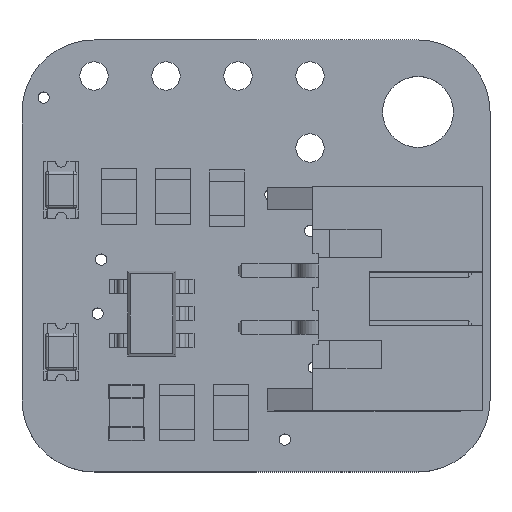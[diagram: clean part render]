
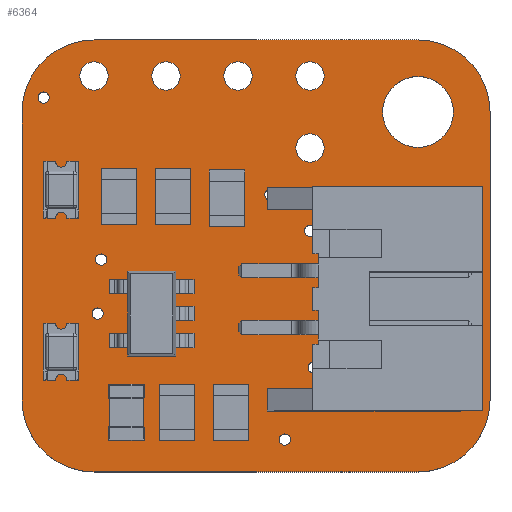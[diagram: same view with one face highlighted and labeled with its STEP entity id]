
A CAD part, top view. The second image highlights one B-rep face of the part: STEP entity #6364.
In plain terms, the highlighted planar face has unit normal (0, 0, 1).
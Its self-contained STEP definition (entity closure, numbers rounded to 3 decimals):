
#103=FACE_BOUND('',#774,.T.);
#104=FACE_BOUND('',#775,.T.);
#105=FACE_BOUND('',#776,.T.);
#106=FACE_BOUND('',#777,.T.);
#107=FACE_BOUND('',#778,.T.);
#108=FACE_BOUND('',#779,.T.);
#109=FACE_BOUND('',#780,.T.);
#110=FACE_BOUND('',#781,.T.);
#111=FACE_BOUND('',#782,.T.);
#112=FACE_BOUND('',#783,.T.);
#113=FACE_BOUND('',#784,.T.);
#114=FACE_BOUND('',#785,.T.);
#115=FACE_BOUND('',#786,.T.);
#116=FACE_BOUND('',#787,.T.);
#141=PLANE('',#6839);
#416=FACE_OUTER_BOUND('',#773,.T.);
#773=EDGE_LOOP('',(#4359,#4360,#4361,#4362,#4363,#4364,#4365,#4366));
#774=EDGE_LOOP('',(#4367));
#775=EDGE_LOOP('',(#4368));
#776=EDGE_LOOP('',(#4369));
#777=EDGE_LOOP('',(#4370));
#778=EDGE_LOOP('',(#4371));
#779=EDGE_LOOP('',(#4372));
#780=EDGE_LOOP('',(#4373));
#781=EDGE_LOOP('',(#4374));
#782=EDGE_LOOP('',(#4375));
#783=EDGE_LOOP('',(#4376));
#784=EDGE_LOOP('',(#4377));
#785=EDGE_LOOP('',(#4378));
#786=EDGE_LOOP('',(#4379));
#787=EDGE_LOOP('',(#4380));
#1158=LINE('',#9238,#1901);
#1162=LINE('',#9250,#1905);
#1166=LINE('',#9262,#1909);
#1170=LINE('',#9274,#1913);
#1901=VECTOR('',#7427,10.);
#1905=VECTOR('',#7439,10.);
#1909=VECTOR('',#7451,10.);
#1913=VECTOR('',#7463,10.);
#2629=CIRCLE('',#6783,0.5);
#2631=CIRCLE('',#6786,0.5);
#2633=CIRCLE('',#6789,1.25);
#2635=CIRCLE('',#6792,0.197);
#2637=CIRCLE('',#6795,0.197);
#2639=CIRCLE('',#6798,0.197);
#2641=CIRCLE('',#6801,0.197);
#2643=CIRCLE('',#6804,0.197);
#2645=CIRCLE('',#6807,0.197);
#2647=CIRCLE('',#6810,0.197);
#2649=CIRCLE('',#6813,0.197);
#2651=CIRCLE('',#6816,0.5);
#2653=CIRCLE('',#6819,0.5);
#2655=CIRCLE('',#6822,0.5);
#2657=CIRCLE('',#6826,2.54);
#2659=CIRCLE('',#6830,2.54);
#2661=CIRCLE('',#6834,2.54);
#2663=CIRCLE('',#6838,2.54);
#2793=VERTEX_POINT('',#9150);
#2795=VERTEX_POINT('',#9156);
#2797=VERTEX_POINT('',#9162);
#2799=VERTEX_POINT('',#9168);
#2801=VERTEX_POINT('',#9174);
#2803=VERTEX_POINT('',#9180);
#2805=VERTEX_POINT('',#9186);
#2807=VERTEX_POINT('',#9192);
#2809=VERTEX_POINT('',#9198);
#2811=VERTEX_POINT('',#9204);
#2813=VERTEX_POINT('',#9210);
#2815=VERTEX_POINT('',#9216);
#2817=VERTEX_POINT('',#9222);
#2819=VERTEX_POINT('',#9228);
#2822=VERTEX_POINT('',#9235);
#2823=VERTEX_POINT('',#9237);
#2825=VERTEX_POINT('',#9243);
#2827=VERTEX_POINT('',#9249);
#2829=VERTEX_POINT('',#9255);
#2831=VERTEX_POINT('',#9261);
#2833=VERTEX_POINT('',#9267);
#2835=VERTEX_POINT('',#9273);
#3366=EDGE_CURVE('',#2793,#2793,#2629,.T.);
#3369=EDGE_CURVE('',#2795,#2795,#2631,.T.);
#3372=EDGE_CURVE('',#2797,#2797,#2633,.T.);
#3375=EDGE_CURVE('',#2799,#2799,#2635,.T.);
#3378=EDGE_CURVE('',#2801,#2801,#2637,.T.);
#3381=EDGE_CURVE('',#2803,#2803,#2639,.T.);
#3384=EDGE_CURVE('',#2805,#2805,#2641,.T.);
#3387=EDGE_CURVE('',#2807,#2807,#2643,.T.);
#3390=EDGE_CURVE('',#2809,#2809,#2645,.T.);
#3393=EDGE_CURVE('',#2811,#2811,#2647,.T.);
#3396=EDGE_CURVE('',#2813,#2813,#2649,.T.);
#3399=EDGE_CURVE('',#2815,#2815,#2651,.T.);
#3402=EDGE_CURVE('',#2817,#2817,#2653,.T.);
#3405=EDGE_CURVE('',#2819,#2819,#2655,.T.);
#3408=EDGE_CURVE('',#2823,#2822,#1158,.T.);
#3411=EDGE_CURVE('',#2825,#2823,#2657,.T.);
#3414=EDGE_CURVE('',#2827,#2825,#1162,.T.);
#3417=EDGE_CURVE('',#2829,#2827,#2659,.T.);
#3420=EDGE_CURVE('',#2831,#2829,#1166,.T.);
#3423=EDGE_CURVE('',#2833,#2831,#2661,.T.);
#3426=EDGE_CURVE('',#2835,#2833,#1170,.T.);
#3429=EDGE_CURVE('',#2822,#2835,#2663,.T.);
#4359=ORIENTED_EDGE('',*,*,#3429,.T.);
#4360=ORIENTED_EDGE('',*,*,#3426,.T.);
#4361=ORIENTED_EDGE('',*,*,#3423,.T.);
#4362=ORIENTED_EDGE('',*,*,#3420,.T.);
#4363=ORIENTED_EDGE('',*,*,#3417,.T.);
#4364=ORIENTED_EDGE('',*,*,#3414,.T.);
#4365=ORIENTED_EDGE('',*,*,#3411,.T.);
#4366=ORIENTED_EDGE('',*,*,#3408,.T.);
#4367=ORIENTED_EDGE('',*,*,#3366,.T.);
#4368=ORIENTED_EDGE('',*,*,#3369,.T.);
#4369=ORIENTED_EDGE('',*,*,#3372,.T.);
#4370=ORIENTED_EDGE('',*,*,#3375,.T.);
#4371=ORIENTED_EDGE('',*,*,#3378,.T.);
#4372=ORIENTED_EDGE('',*,*,#3381,.T.);
#4373=ORIENTED_EDGE('',*,*,#3384,.T.);
#4374=ORIENTED_EDGE('',*,*,#3387,.T.);
#4375=ORIENTED_EDGE('',*,*,#3390,.T.);
#4376=ORIENTED_EDGE('',*,*,#3393,.T.);
#4377=ORIENTED_EDGE('',*,*,#3396,.T.);
#4378=ORIENTED_EDGE('',*,*,#3399,.T.);
#4379=ORIENTED_EDGE('',*,*,#3402,.T.);
#4380=ORIENTED_EDGE('',*,*,#3405,.T.);
#6364=ADVANCED_FACE('',(#416,#103,#104,#105,#106,#107,#108,#109,#110,#111,
#112,#113,#114,#115,#116),#141,.T.);
#6783=AXIS2_PLACEMENT_3D('',#9152,#7330,#7331);
#6786=AXIS2_PLACEMENT_3D('',#9158,#7337,#7338);
#6789=AXIS2_PLACEMENT_3D('',#9164,#7344,#7345);
#6792=AXIS2_PLACEMENT_3D('',#9170,#7351,#7352);
#6795=AXIS2_PLACEMENT_3D('',#9176,#7358,#7359);
#6798=AXIS2_PLACEMENT_3D('',#9182,#7365,#7366);
#6801=AXIS2_PLACEMENT_3D('',#9188,#7372,#7373);
#6804=AXIS2_PLACEMENT_3D('',#9194,#7379,#7380);
#6807=AXIS2_PLACEMENT_3D('',#9200,#7386,#7387);
#6810=AXIS2_PLACEMENT_3D('',#9206,#7393,#7394);
#6813=AXIS2_PLACEMENT_3D('',#9212,#7400,#7401);
#6816=AXIS2_PLACEMENT_3D('',#9218,#7407,#7408);
#6819=AXIS2_PLACEMENT_3D('',#9224,#7414,#7415);
#6822=AXIS2_PLACEMENT_3D('',#9230,#7421,#7422);
#6826=AXIS2_PLACEMENT_3D('',#9244,#7433,#7434);
#6830=AXIS2_PLACEMENT_3D('',#9256,#7445,#7446);
#6834=AXIS2_PLACEMENT_3D('',#9268,#7457,#7458);
#6838=AXIS2_PLACEMENT_3D('',#9278,#7469,#7470);
#6839=AXIS2_PLACEMENT_3D('',#9279,#7471,#7472);
#7330=DIRECTION('center_axis',(0.,0.,-1.));
#7331=DIRECTION('ref_axis',(1.,0.,0.));
#7337=DIRECTION('center_axis',(0.,0.,-1.));
#7338=DIRECTION('ref_axis',(1.,0.,0.));
#7344=DIRECTION('center_axis',(0.,0.,-1.));
#7345=DIRECTION('ref_axis',(1.,0.,0.));
#7351=DIRECTION('center_axis',(0.,0.,-1.));
#7352=DIRECTION('ref_axis',(1.,0.,0.));
#7358=DIRECTION('center_axis',(0.,0.,-1.));
#7359=DIRECTION('ref_axis',(1.,0.,0.));
#7365=DIRECTION('center_axis',(0.,0.,-1.));
#7366=DIRECTION('ref_axis',(1.,0.,0.));
#7372=DIRECTION('center_axis',(0.,0.,-1.));
#7373=DIRECTION('ref_axis',(1.,0.,0.));
#7379=DIRECTION('center_axis',(0.,0.,-1.));
#7380=DIRECTION('ref_axis',(1.,0.,0.));
#7386=DIRECTION('center_axis',(0.,0.,-1.));
#7387=DIRECTION('ref_axis',(1.,0.,0.));
#7393=DIRECTION('center_axis',(0.,0.,-1.));
#7394=DIRECTION('ref_axis',(1.,0.,0.));
#7400=DIRECTION('center_axis',(0.,0.,-1.));
#7401=DIRECTION('ref_axis',(1.,0.,0.));
#7407=DIRECTION('center_axis',(0.,0.,-1.));
#7408=DIRECTION('ref_axis',(1.,0.,0.));
#7414=DIRECTION('center_axis',(0.,0.,-1.));
#7415=DIRECTION('ref_axis',(1.,0.,0.));
#7421=DIRECTION('center_axis',(0.,0.,-1.));
#7422=DIRECTION('ref_axis',(1.,0.,0.));
#7427=DIRECTION('',(1.,0.,0.));
#7433=DIRECTION('center_axis',(0.,0.,1.));
#7434=DIRECTION('ref_axis',(-1.,0.,0.));
#7439=DIRECTION('',(0.,-1.,0.));
#7445=DIRECTION('center_axis',(0.,0.,1.));
#7446=DIRECTION('ref_axis',(0.,1.,0.));
#7451=DIRECTION('',(-1.,0.,0.));
#7457=DIRECTION('center_axis',(0.,0.,1.));
#7458=DIRECTION('ref_axis',(1.,0.,0.));
#7463=DIRECTION('',(0.,1.,0.));
#7469=DIRECTION('center_axis',(0.,0.,1.));
#7470=DIRECTION('ref_axis',(0.,-1.,0.));
#7471=DIRECTION('center_axis',(0.,0.,1.));
#7472=DIRECTION('ref_axis',(1.,0.,0.));
#9150=CARTESIAN_POINT('',(9.66,11.43,1.57));
#9152=CARTESIAN_POINT('Origin',(10.16,11.43,1.57));
#9156=CARTESIAN_POINT('',(4.58,13.97,1.57));
#9158=CARTESIAN_POINT('Origin',(5.08,13.97,1.57));
#9162=CARTESIAN_POINT('',(12.72,12.7,1.57));
#9164=CARTESIAN_POINT('Origin',(13.97,12.7,1.57));
#9168=CARTESIAN_POINT('',(9.963,8.509,1.57));
#9170=CARTESIAN_POINT('Origin',(10.16,8.509,1.57));
#9174=CARTESIAN_POINT('',(4.375,4.445,1.57));
#9176=CARTESIAN_POINT('Origin',(4.572,4.445,1.57));
#9180=CARTESIAN_POINT('',(0.565,13.208,1.57));
#9182=CARTESIAN_POINT('Origin',(0.762,13.208,1.57));
#9186=CARTESIAN_POINT('',(2.47,5.588,1.57));
#9188=CARTESIAN_POINT('Origin',(2.667,5.588,1.57));
#9192=CARTESIAN_POINT('',(10.09,3.683,1.57));
#9194=CARTESIAN_POINT('Origin',(10.287,3.683,1.57));
#9198=CARTESIAN_POINT('',(9.074,1.143,1.57));
#9200=CARTESIAN_POINT('Origin',(9.271,1.143,1.57));
#9204=CARTESIAN_POINT('',(8.566,9.779,1.57));
#9206=CARTESIAN_POINT('Origin',(8.763,9.779,1.57));
#9210=CARTESIAN_POINT('',(2.597,7.493,1.57));
#9212=CARTESIAN_POINT('Origin',(2.794,7.493,1.57));
#9216=CARTESIAN_POINT('',(7.12,13.97,1.57));
#9218=CARTESIAN_POINT('Origin',(7.62,13.97,1.57));
#9222=CARTESIAN_POINT('',(2.04,13.97,1.57));
#9224=CARTESIAN_POINT('Origin',(2.54,13.97,1.57));
#9228=CARTESIAN_POINT('',(9.66,13.97,1.57));
#9230=CARTESIAN_POINT('Origin',(10.16,13.97,1.57));
#9235=CARTESIAN_POINT('',(13.97,0.,1.57));
#9237=CARTESIAN_POINT('',(2.54,0.,1.57));
#9238=CARTESIAN_POINT('',(13.97,0.,1.57));
#9243=CARTESIAN_POINT('',(0.,2.54,1.57));
#9244=CARTESIAN_POINT('Origin',(2.54,2.54,1.57));
#9249=CARTESIAN_POINT('',(0.,12.7,1.57));
#9250=CARTESIAN_POINT('',(0.,2.54,1.57));
#9255=CARTESIAN_POINT('',(2.54,15.24,1.57));
#9256=CARTESIAN_POINT('Origin',(2.54,12.7,1.57));
#9261=CARTESIAN_POINT('',(13.97,15.24,1.57));
#9262=CARTESIAN_POINT('',(2.54,15.24,1.57));
#9267=CARTESIAN_POINT('',(16.51,12.7,1.57));
#9268=CARTESIAN_POINT('Origin',(13.97,12.7,1.57));
#9273=CARTESIAN_POINT('',(16.51,2.54,1.57));
#9274=CARTESIAN_POINT('',(16.51,12.7,1.57));
#9278=CARTESIAN_POINT('Origin',(13.97,2.54,1.57));
#9279=CARTESIAN_POINT('Origin',(8.255,7.62,1.57));
